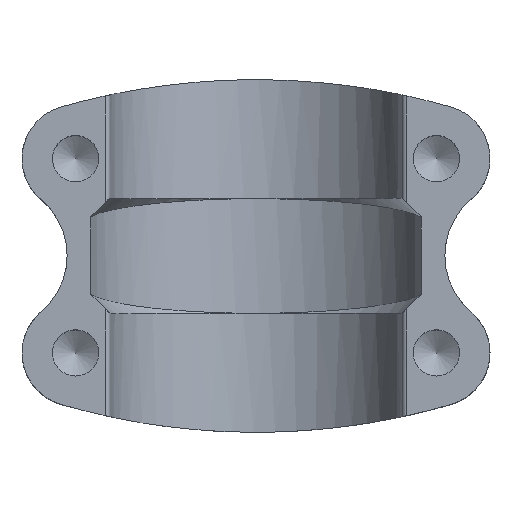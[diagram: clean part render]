
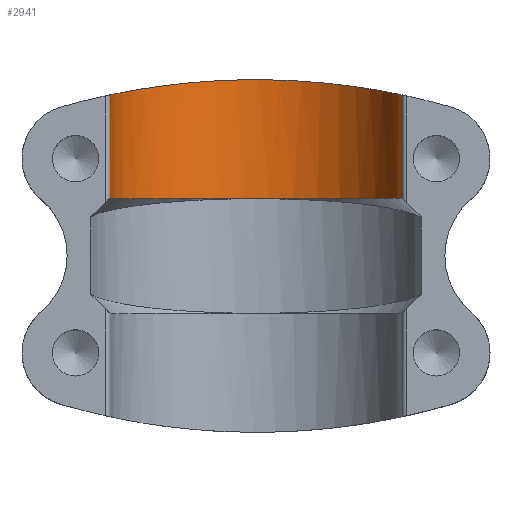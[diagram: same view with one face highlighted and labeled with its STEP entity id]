
A CAD part, top view. The second image highlights one B-rep face of the part: STEP entity #2941.
In plain terms, the highlighted cylindrical face has radius 15.875 mm (diameter 31.75 mm), a partial arc.
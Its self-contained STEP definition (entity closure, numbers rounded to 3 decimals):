
#549 = AXIS2_PLACEMENT_3D ( 'NONE', #1371, #1369, #1367 ) ;
#551 = AXIS2_PLACEMENT_3D ( 'NONE', #649, #650, #651 ) ;
#641 = CARTESIAN_POINT ( 'NONE',  ( 19.258, -45., 17.78 ) ) ;
#646 = DIRECTION ( 'NONE',  ( 0., 1., 0. ) ) ;
#649 = CARTESIAN_POINT ( 'NONE',  ( 35.052, -14.12, 19.38 ) ) ;
#650 = DIRECTION ( 'NONE',  ( 0., -1., 0. ) ) ;
#651 = DIRECTION ( 'NONE',  ( 0., 0., -1. ) ) ;
#680 = CARTESIAN_POINT ( 'NONE',  ( 50.846, -2.929, 17.78 ) ) ;
#681 = CARTESIAN_POINT ( 'NONE',  ( 50.747, -2.908, 16.801 ) ) ;
#685 = CARTESIAN_POINT ( 'NONE',  ( 50.559, -2.868, 15.848 ) ) ;
#686 = CARTESIAN_POINT ( 'NONE',  ( 50.151, -2.785, 14.453 ) ) ;
#687 = CARTESIAN_POINT ( 'NONE',  ( 49.993, -2.753, 13.995 ) ) ;
#688 = CARTESIAN_POINT ( 'NONE',  ( 49.635, -2.682, 13.089 ) ) ;
#689 = CARTESIAN_POINT ( 'NONE',  ( 49.434, -2.643, 12.641 ) ) ;
#690 = CARTESIAN_POINT ( 'NONE',  ( 48.772, -2.517, 11.335 ) ) ;
#691 = CARTESIAN_POINT ( 'NONE',  ( 48.258, -2.424, 10.517 ) ) ;
#692 = CARTESIAN_POINT ( 'NONE',  ( 47.378, -2.276, 9.364 ) ) ;
#693 = CARTESIAN_POINT ( 'NONE',  ( 47.067, -2.225, 8.993 ) ) ;
#694 = CARTESIAN_POINT ( 'NONE',  ( 46.407, -2.122, 8.275 ) ) ;
#695 = CARTESIAN_POINT ( 'NONE',  ( 46.059, -2.07, 7.93 ) ) ;
#696 = CARTESIAN_POINT ( 'NONE',  ( 44.98, -1.918, 6.955 ) ) ;
#697 = CARTESIAN_POINT ( 'NONE',  ( 44.208, -1.819, 6.375 ) ) ;
#698 = CARTESIAN_POINT ( 'NONE',  ( 42.97, -1.683, 5.613 ) ) ;
#699 = CARTESIAN_POINT ( 'NONE',  ( 42.544, -1.639, 5.376 ) ) ;
#700 = CARTESIAN_POINT ( 'NONE',  ( 41.666, -1.557, 4.94 ) ) ;
#701 = CARTESIAN_POINT ( 'NONE',  ( 41.22, -1.519, 4.745 ) ) ;
#702 = CARTESIAN_POINT ( 'NONE',  ( 39.863, -1.417, 4.221 ) ) ;
#703 = CARTESIAN_POINT ( 'NONE',  ( 38.931, -1.363, 3.956 ) ) ;
#704 = CARTESIAN_POINT ( 'NONE',  ( 37.494, -1.308, 3.687 ) ) ;
#705 = CARTESIAN_POINT ( 'NONE',  ( 37.005, -1.294, 3.618 ) ) ;
#706 = CARTESIAN_POINT ( 'NONE',  ( 36.03, -1.275, 3.528 ) ) ;
#707 = CARTESIAN_POINT ( 'NONE',  ( 35.544, -1.27, 3.505 ) ) ;
#708 = CARTESIAN_POINT ( 'NONE',  ( 34.087, -1.27, 3.505 ) ) ;
#709 = CARTESIAN_POINT ( 'NONE',  ( 33.12, -1.288, 3.593 ) ) ;
#710 = CARTESIAN_POINT ( 'NONE',  ( 31.676, -1.344, 3.861 ) ) ;
#711 = CARTESIAN_POINT ( 'NONE',  ( 31.196, -1.366, 3.973 ) ) ;
#712 = CARTESIAN_POINT ( 'NONE',  ( 30.259, -1.42, 4.238 ) ) ;
#713 = CARTESIAN_POINT ( 'NONE',  ( 29.799, -1.45, 4.392 ) ) ;
#714 = CARTESIAN_POINT ( 'NONE',  ( 28.895, -1.518, 4.74 ) ) ;
#715 = CARTESIAN_POINT ( 'NONE',  ( 28.452, -1.556, 4.934 ) ) ;
#716 = CARTESIAN_POINT ( 'NONE',  ( 27.582, -1.637, 5.364 ) ) ;
#717 = CARTESIAN_POINT ( 'NONE',  ( 27.153, -1.68, 5.601 ) ) ;
#718 = CARTESIAN_POINT ( 'NONE',  ( 25.904, -1.818, 6.369 ) ) ;
#719 = CARTESIAN_POINT ( 'NONE',  ( 25.13, -1.917, 6.95 ) ) ;
#720 = CARTESIAN_POINT ( 'NONE',  ( 24.055, -2.069, 7.921 ) ) ;
#721 = CARTESIAN_POINT ( 'NONE',  ( 23.711, -2.12, 8.261 ) ) ;
#722 = CARTESIAN_POINT ( 'NONE',  ( 23.052, -2.223, 8.976 ) ) ;
#723 = CARTESIAN_POINT ( 'NONE',  ( 22.736, -2.274, 9.352 ) ) ;
#724 = CARTESIAN_POINT ( 'NONE',  ( 21.85, -2.423, 10.51 ) ) ;
#725 = CARTESIAN_POINT ( 'NONE',  ( 21.336, -2.517, 11.328 ) ) ;
#726 = CARTESIAN_POINT ( 'NONE',  ( 20.679, -2.641, 12.623 ) ) ;
#727 = CARTESIAN_POINT ( 'NONE',  ( 20.479, -2.68, 13.066 ) ) ;
#728 = CARTESIAN_POINT ( 'NONE',  ( 20.117, -2.752, 13.975 ) ) ;
#729 = CARTESIAN_POINT ( 'NONE',  ( 19.957, -2.784, 14.44 ) ) ;
#730 = CARTESIAN_POINT ( 'NONE',  ( 19.545, -2.868, 15.844 ) ) ;
#731 = CARTESIAN_POINT ( 'NONE',  ( 19.357, -2.908, 16.801 ) ) ;
#732 = CARTESIAN_POINT ( 'NONE',  ( 19.258, -2.929, 17.78 ) ) ;
#874 = CARTESIAN_POINT ( 'NONE',  ( 50.846, -45., 17.78 ) ) ;
#875 = DIRECTION ( 'NONE',  ( 0., 1., 0. ) ) ;
#935 = B_SPLINE_CURVE_WITH_KNOTS ( 'NONE', 3,
 ( #680, #681, #685, #686, #687, #688, #689, #690, #691, #692, #693, #694, #695, #696, #697, #698, #699, #700, #701, #702, #703, #704, #705, #706, #707, #708, #709, #710, #711, #712, #713, #714, #715, #716, #717, #718, #719, #720, #721, #722, #723, #724, #725, #726, #727, #728, #729, #730, #731, #732 ),
 .UNSPECIFIED., .F., .F.,
 ( 4, 2, 2, 2, 2, 2, 2, 2, 2, 2, 2, 2, 2, 2, 2, 2, 2, 2, 2, 2, 2, 2, 2, 2, 4 ),
 ( 0., 0.003, 0.004, 0.006, 0.009, 0.01, 0.012, 0.015, 0.016, 0.017, 0.02, 0.022, 0.023, 0.026, 0.028, 0.029, 0.031, 0.032, 0.035, 0.036, 0.038, 0.041, 0.042, 0.044, 0.047 ),
 .UNSPECIFIED. ) ;
#974 = FACE_OUTER_BOUND ( 'NONE', #2036, .T. ) ;
#1140 = CARTESIAN_POINT ( 'NONE',  ( 19.258, -14.12, 17.78 ) ) ;
#1173 = CARTESIAN_POINT ( 'NONE',  ( 50.846, -2.929, 17.78 ) ) ;
#1174 = CARTESIAN_POINT ( 'NONE',  ( 19.258, -2.929, 17.78 ) ) ;
#1176 = CARTESIAN_POINT ( 'NONE',  ( 50.846, -14.12, 17.78 ) ) ;
#1367 = DIRECTION ( 'NONE',  ( 0., 0., 1. ) ) ;
#1369 = DIRECTION ( 'NONE',  ( 0., 1., 0. ) ) ;
#1371 = CARTESIAN_POINT ( 'NONE',  ( 35.052, -45., 19.38 ) ) ;
#1596 = ORIENTED_EDGE ( 'NONE', *, *, #2954, .T. ) ;
#1605 = ORIENTED_EDGE ( 'NONE', *, *, #2970, .T. ) ;
#1610 = ORIENTED_EDGE ( 'NONE', *, *, #2953, .F. ) ;
#1614 = ORIENTED_EDGE ( 'NONE', *, *, #2957, .T. ) ;
#1628 = VERTEX_POINT ( 'NONE', #1140 ) ;
#1661 = VERTEX_POINT ( 'NONE', #1173 ) ;
#1662 = VERTEX_POINT ( 'NONE', #1174 ) ;
#1664 = VERTEX_POINT ( 'NONE', #1176 ) ;
#2036 = EDGE_LOOP ( 'NONE', ( #1610, #1596, #1605, #1614 ) ) ;
#2133 = CIRCLE ( 'NONE', #551, 15.875 ) ;
#2134 = LINE ( 'NONE', #641, #2137 ) ;
#2137 = VECTOR ( 'NONE', #646, 1000. ) ;
#2147 = LINE ( 'NONE', #874, #2150 ) ;
#2150 = VECTOR ( 'NONE', #875, 1000. ) ;
#2929 = CYLINDRICAL_SURFACE ( 'NONE', #549, 15.875 ) ;
#2941 = ADVANCED_FACE ( 'NONE', ( #974 ), #2929, .F. ) ;
#2953 = EDGE_CURVE ( 'NONE', #1628, #1662, #2134, .T. ) ;
#2954 = EDGE_CURVE ( 'NONE', #1628, #1664, #2133, .T. ) ;
#2957 = EDGE_CURVE ( 'NONE', #1661, #1662, #935, .T. ) ;
#2970 = EDGE_CURVE ( 'NONE', #1664, #1661, #2147, .T. ) ;
